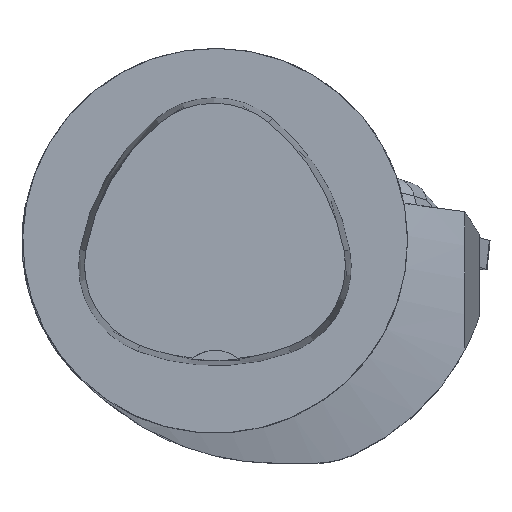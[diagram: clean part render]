
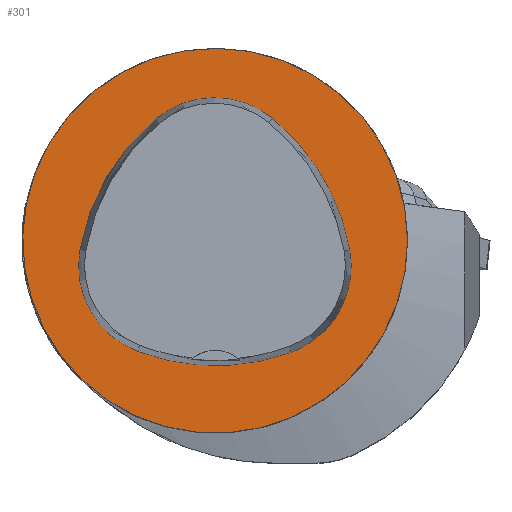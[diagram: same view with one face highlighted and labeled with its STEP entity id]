
A CAD part, top view. The second image highlights one B-rep face of the part: STEP entity #301.
In plain terms, the highlighted planar face has unit normal (0, 0, 1).
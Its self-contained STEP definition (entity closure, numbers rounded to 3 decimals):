
#301=ADVANCED_FACE('',(#696,#697),#375,.T.);
#375=PLANE('',#1822);
#696=FACE_BOUND('',#741,.T.);
#697=FACE_BOUND('',#742,.T.);
#741=EDGE_LOOP('',(#1002,#1003,#1004,#1005,#1006,#1007));
#742=EDGE_LOOP('',(#1008));
#1002=ORIENTED_EDGE('',*,*,#1544,.F.);
#1003=ORIENTED_EDGE('',*,*,#1539,.F.);
#1004=ORIENTED_EDGE('',*,*,#1534,.F.);
#1005=ORIENTED_EDGE('',*,*,#1531,.F.);
#1006=ORIENTED_EDGE('',*,*,#1528,.F.);
#1007=ORIENTED_EDGE('',*,*,#1524,.F.);
#1008=ORIENTED_EDGE('',*,*,#1514,.T.);
#1338=VERTEX_POINT('',#2661);
#1347=VERTEX_POINT('',#2681);
#1348=VERTEX_POINT('',#2682);
#1351=VERTEX_POINT('',#2690);
#1353=VERTEX_POINT('',#2696);
#1355=VERTEX_POINT('',#2702);
#1359=VERTEX_POINT('',#2715);
#1514=EDGE_CURVE('',#1338,#1338,#1653,.T.);
#1524=EDGE_CURVE('',#1347,#1348,#1654,.T.);
#1528=EDGE_CURVE('',#1348,#1351,#1656,.T.);
#1531=EDGE_CURVE('',#1351,#1353,#1658,.T.);
#1534=EDGE_CURVE('',#1353,#1355,#1660,.T.);
#1539=EDGE_CURVE('',#1355,#1359,#1663,.T.);
#1544=EDGE_CURVE('',#1359,#1347,#1666,.T.);
#1653=CIRCLE('',#1793,31.5);
#1654=CIRCLE('',#1800,36.);
#1656=CIRCLE('',#1803,15.);
#1658=CIRCLE('',#1806,36.);
#1660=CIRCLE('',#1809,15.);
#1663=CIRCLE('',#1813,36.);
#1666=CIRCLE('',#1817,15.);
#1793=AXIS2_PLACEMENT_3D('',#2660,#2080,#2081);
#1800=AXIS2_PLACEMENT_3D('',#2680,#2098,#2099);
#1803=AXIS2_PLACEMENT_3D('',#2689,#2106,#2107);
#1806=AXIS2_PLACEMENT_3D('',#2695,#2113,#2114);
#1809=AXIS2_PLACEMENT_3D('',#2701,#2120,#2121);
#1813=AXIS2_PLACEMENT_3D('',#2714,#2129,#2130);
#1817=AXIS2_PLACEMENT_3D('',#2727,#2138,#2139);
#1822=AXIS2_PLACEMENT_3D('',#2732,#2148,#2149);
#2080=DIRECTION('',(0.,0.,1.));
#2081=DIRECTION('',(1.,0.,0.));
#2098=DIRECTION('',(0.,0.,1.));
#2099=DIRECTION('',(1.,0.,0.));
#2106=DIRECTION('',(0.,0.,1.));
#2107=DIRECTION('',(1.,0.,0.));
#2113=DIRECTION('',(0.,0.,1.));
#2114=DIRECTION('',(1.,0.,0.));
#2120=DIRECTION('',(0.,0.,1.));
#2121=DIRECTION('',(1.,0.,0.));
#2129=DIRECTION('',(0.,0.,1.));
#2130=DIRECTION('',(1.,0.,0.));
#2138=DIRECTION('',(0.,0.,1.));
#2139=DIRECTION('',(1.,0.,0.));
#2148=DIRECTION('',(0.,0.,1.));
#2149=DIRECTION('',(-1.,0.,0.));
#2660=CARTESIAN_POINT('',(0.,0.,0.));
#2661=CARTESIAN_POINT('',(31.5,0.,0.));
#2680=CARTESIAN_POINT('',(-13.398,-7.893,0.));
#2681=CARTESIAN_POINT('',(22.041,-1.562,0.));
#2682=CARTESIAN_POINT('',(9.317,20.036,0.));
#2689=CARTESIAN_POINT('',(-0.148,8.399,0.));
#2690=CARTESIAN_POINT('',(-9.779,19.898,0.));
#2695=CARTESIAN_POINT('',(13.337,-7.7,0.));
#2696=CARTESIAN_POINT('',(-22.122,-1.48,0.));
#2701=CARTESIAN_POINT('',(-7.347,-4.071,0.));
#2702=CARTESIAN_POINT('',(-12.693,-18.087,0.));
#2714=CARTESIAN_POINT('',(0.137,15.55,0.));
#2715=CARTESIAN_POINT('',(12.373,-18.307,0.));
#2727=CARTESIAN_POINT('',(7.275,-4.2,0.));
#2732=CARTESIAN_POINT('',(0.,0.,0.));
